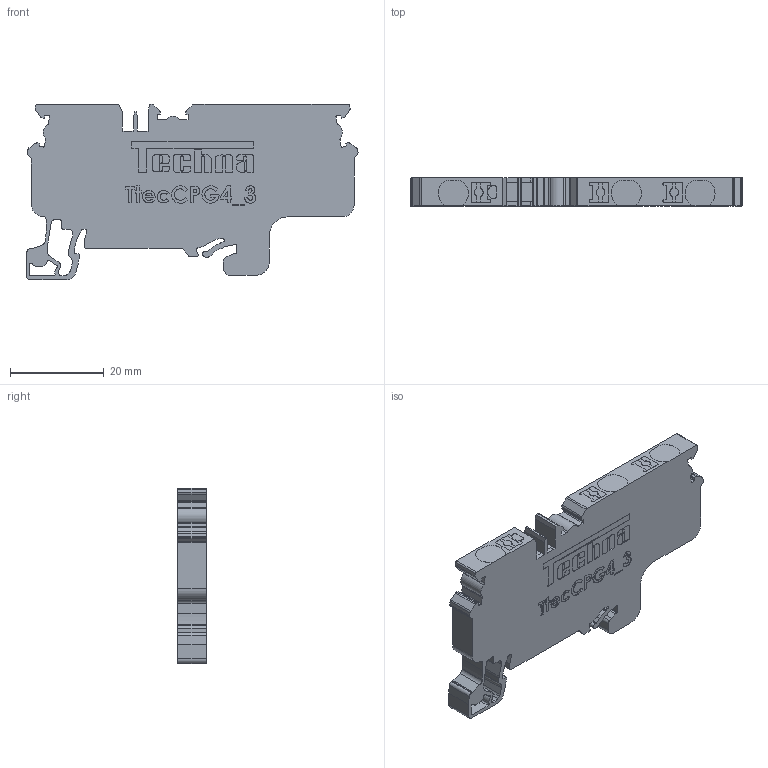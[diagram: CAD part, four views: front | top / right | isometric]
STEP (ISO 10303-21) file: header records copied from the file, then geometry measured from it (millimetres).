
FILE_DESCRIPTION (( 'STEP AP214' ), '1' );
FILE_NAME ('TtecCPG4_3.STEP', '2020-07-03T08:56:22', ( '' ), ( '' ), 'SwSTEP 2.0', 'SolidWorks 2020', '' );
FILE_SCHEMA (( 'AUTOMOTIVE_DESIGN' ));
Length unit declared in the file: millimetre
Products named in the file (1): TtecCPG4_3
Bounding box: 70.8 x 6 x 37.4 mm (x, y, z)
Volume: 11626 mm3; surface area: 5992.2 mm2
Topology: 1 solids, 1 shells, 847 faces, 2396 edges, 1596 vertices
Faces by surface type: plane 467, cylinder 270, bspline 110
Entity records: 39215 total; most frequent: CARTESIAN_POINT 11665, ORIENTED_EDGE 4792, DIRECTION 4191, EDGE_CURVE 2396, VECTOR 1635, LINE 1635, VERTEX_POINT 1596, AXIS2_PLACEMENT_3D 1278
